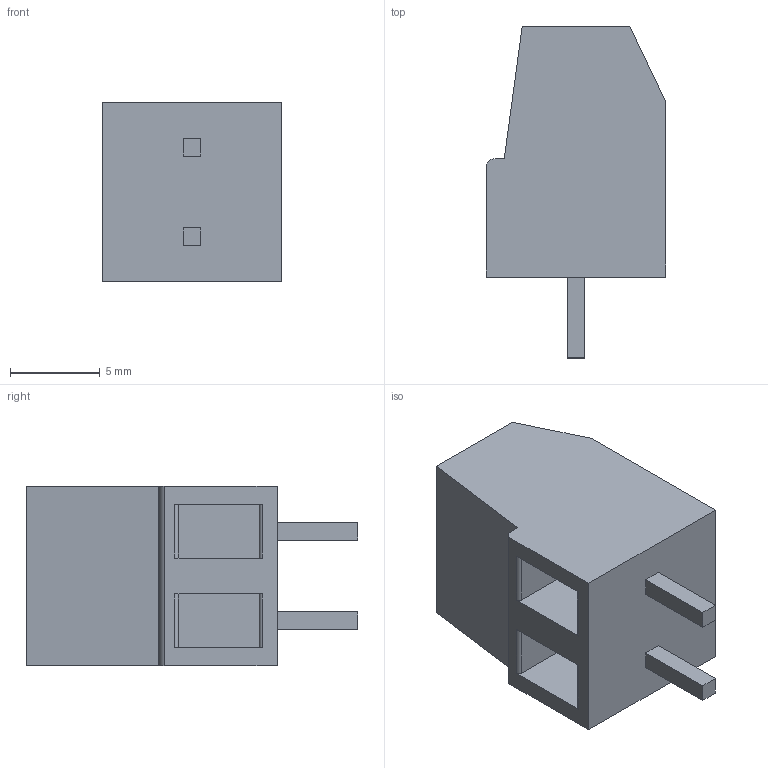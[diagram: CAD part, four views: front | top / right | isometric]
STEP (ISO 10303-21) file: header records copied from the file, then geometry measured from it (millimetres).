
FILE_DESCRIPTION(/* description */ (''),/* implementation_level */ '2;1');
FILE_NAME(/* name */ '2 pin terminal v3.step',/* time_stamp */ '2023-03-28T23:54:37-06:00',/* author */ (''),/* organization */ (''),/* preprocessor_version */ 'ST-DEVELOPER v19.2',/* originating_system */ 'Autodesk Translation Framework v11.17.0.187',/* authorisation */ '');
FILE_SCHEMA (('AUTOMOTIVE_DESIGN { 1 0 10303 214 3 1 1 }'));
Length unit declared in the file: millimetre
Products named in the file (1): 2 pin terminal
Bounding box: 10 x 18.5 x 10 mm (x, y, z)
Volume: 1120.5 mm3; surface area: 887.7 mm2
Topology: 1 solids, 1 shells, 34 faces, 84 edges, 56 vertices
Faces by surface type: plane 29, cylinder 5
Entity records: 1031 total; most frequent: CARTESIAN_POINT 175, ORIENTED_EDGE 168, DIRECTION 164, EDGE_CURVE 84, LINE 74, VECTOR 74, VERTEX_POINT 56, AXIS2_PLACEMENT_3D 45
